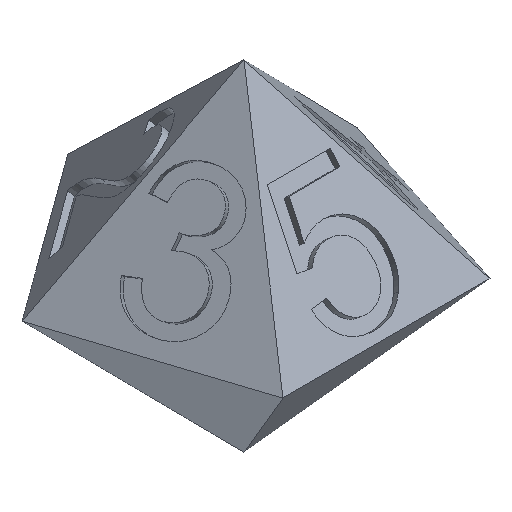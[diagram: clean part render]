
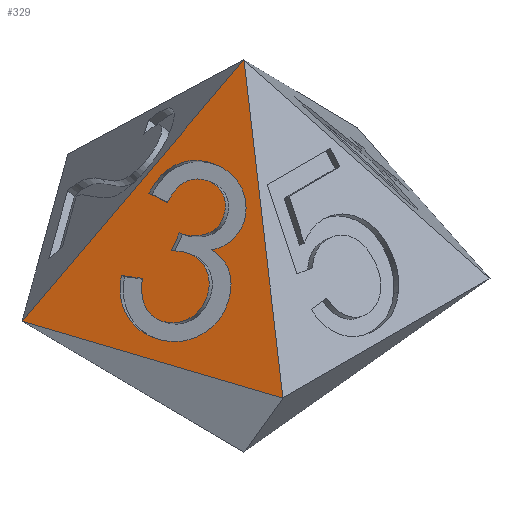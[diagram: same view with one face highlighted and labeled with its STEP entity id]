
A CAD part, isometric view. The second image highlights one B-rep face of the part: STEP entity #329.
In plain terms, the highlighted planar face has unit normal (-0.729, -0.237, 0.643).
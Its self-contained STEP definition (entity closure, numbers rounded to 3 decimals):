
#167=CARTESIAN_POINT('',(-10.286,-3.568,0.));
#168=DIRECTION('',(-0.729,-0.237,0.643));
#169=DIRECTION('',(0.662,0.,0.75));
#170=AXIS2_PLACEMENT_3D('',#167,#168,#169);
#171=PLANE('',#170);
#172=CARTESIAN_POINT('',(-12.796,4.158,0.));
#173=VERTEX_POINT('',#172);
#174=CARTESIAN_POINT('',(-7.776,-11.293,0.));
#175=VERTEX_POINT('',#174);
#176=CARTESIAN_POINT('',(-12.796,4.158,0.));
#177=DIRECTION('',(0.309,-0.951,0.));
#178=VECTOR('',#177,16.246);
#179=LINE('',#176,#178);
#180=EDGE_CURVE('',#173,#175,#179,.T.);
#181=ORIENTED_EDGE('',*,*,#180,.T.);
#182=CARTESIAN_POINT('',(0.347,-0.113,13.324));
#183=VERTEX_POINT('',#182);
#184=CARTESIAN_POINT('',(0.347,-0.113,13.324));
#185=DIRECTION('',(-0.423,-0.582,-0.694));
#186=VECTOR('',#185,19.197);
#187=LINE('',#184,#186);
#188=EDGE_CURVE('',#183,#175,#187,.T.);
#189=ORIENTED_EDGE('',*,*,#188,.F.);
#190=CARTESIAN_POINT('',(0.347,-0.113,13.324));
#191=DIRECTION('',(-0.685,0.222,-0.694));
#192=VECTOR('',#191,19.197);
#193=LINE('',#190,#192);
#194=EDGE_CURVE('',#183,#173,#193,.T.);
#195=ORIENTED_EDGE('',*,*,#194,.T.);
#196=EDGE_LOOP('',(#181,#189,#195));
#197=FACE_BOUND('',#196,.T.);
#198=CARTESIAN_POINT('',(-6.112,-1.5,5.493));
#199=VERTEX_POINT('',#198);
#200=CARTESIAN_POINT('',(-5.618,-0.07,6.579));
#201=VERTEX_POINT('',#200);
#202=CARTESIAN_POINT('',(-6.112,-1.5,5.493));
#203=CARTESIAN_POINT('',(-6.092,-1.579,5.486));
#204=CARTESIAN_POINT('',(-6.075,-1.643,5.483));
#205=CARTESIAN_POINT('',(-6.059,-1.69,5.483));
#206=CARTESIAN_POINT('',(-5.898,-2.187,5.483));
#207=CARTESIAN_POINT('',(-5.669,-2.608,5.587));
#208=CARTESIAN_POINT('',(-5.373,-2.951,5.796));
#209=CARTESIAN_POINT('',(-5.077,-3.295,6.005));
#210=CARTESIAN_POINT('',(-4.756,-3.41,6.327));
#211=CARTESIAN_POINT('',(-4.408,-3.297,6.762));
#212=CARTESIAN_POINT('',(-4.133,-3.208,7.107));
#213=CARTESIAN_POINT('',(-3.952,-2.989,7.392));
#214=CARTESIAN_POINT('',(-3.866,-2.641,7.618));
#215=CARTESIAN_POINT('',(-3.78,-2.292,7.845));
#216=CARTESIAN_POINT('',(-3.811,-1.889,7.958));
#217=CARTESIAN_POINT('',(-3.96,-1.431,7.958));
#218=CARTESIAN_POINT('',(-4.107,-0.977,7.958));
#219=CARTESIAN_POINT('',(-4.322,-0.629,7.843));
#220=CARTESIAN_POINT('',(-4.603,-0.386,7.613));
#221=CARTESIAN_POINT('',(-4.885,-0.143,7.383));
#222=CARTESIAN_POINT('',(-5.223,-0.038,7.039));
#223=CARTESIAN_POINT('',(-5.618,-0.07,6.579));
#224=B_SPLINE_CURVE_WITH_KNOTS('',3,(#202,#203,#204,#205,#206,#207,#208,#209,#210,#211,#212,#213,#214,#215,#216,#217,#218,#219,#220,#221,#222,#223),.UNSPECIFIED.,.F.,.F.,(4,3,3,3,3,3,3,4),(0.,0.018,0.209,0.399,0.55,0.701,0.851,1.),.UNSPECIFIED.);
#225=EDGE_CURVE('',#199,#201,#224,.T.);
#226=ORIENTED_EDGE('',*,*,#225,.T.);
#227=CARTESIAN_POINT('',(-5.864,1.14,6.746));
#228=VERTEX_POINT('',#227);
#229=CARTESIAN_POINT('',(-5.618,-0.07,6.579));
#230=DIRECTION('',(-0.197,0.971,0.134));
#231=VECTOR('',#230,1.246);
#232=LINE('',#229,#231);
#233=EDGE_CURVE('',#201,#228,#232,.T.);
#234=ORIENTED_EDGE('',*,*,#233,.T.);
#235=CARTESIAN_POINT('',(-5.698,-3.594,5.19));
#236=VERTEX_POINT('',#235);
#237=CARTESIAN_POINT('',(-5.864,1.14,6.746));
#238=CARTESIAN_POINT('',(-5.315,1.161,7.376));
#239=CARTESIAN_POINT('',(-4.82,0.963,7.865));
#240=CARTESIAN_POINT('',(-4.379,0.547,8.211));
#241=CARTESIAN_POINT('',(-3.938,0.131,8.557));
#242=CARTESIAN_POINT('',(-3.596,-0.453,8.731));
#243=CARTESIAN_POINT('',(-3.351,-1.205,8.731));
#244=CARTESIAN_POINT('',(-3.183,-1.723,8.731));
#245=CARTESIAN_POINT('',(-3.099,-2.224,8.641));
#246=CARTESIAN_POINT('',(-3.1,-2.707,8.462));
#247=CARTESIAN_POINT('',(-3.102,-3.19,8.282));
#248=CARTESIAN_POINT('',(-3.188,-3.587,8.038));
#249=CARTESIAN_POINT('',(-3.36,-3.899,7.728));
#250=CARTESIAN_POINT('',(-3.532,-4.211,7.418));
#251=CARTESIAN_POINT('',(-3.757,-4.411,7.089));
#252=CARTESIAN_POINT('',(-4.035,-4.502,6.741));
#253=CARTESIAN_POINT('',(-4.299,-4.588,6.41));
#254=CARTESIAN_POINT('',(-4.575,-4.555,6.109));
#255=CARTESIAN_POINT('',(-4.864,-4.405,5.838));
#256=CARTESIAN_POINT('',(-5.152,-4.255,5.566));
#257=CARTESIAN_POINT('',(-5.43,-3.985,5.35));
#258=CARTESIAN_POINT('',(-5.698,-3.594,5.19));
#259=B_SPLINE_CURVE_WITH_KNOTS('',3,(#237,#238,#239,#240,#241,#242,#243,#244,#245,#246,#247,#248,#249,#250,#251,#252,#253,#254,#255,#256,#257,#258),.UNSPECIFIED.,.F.,.F.,(4,3,3,3,3,3,3,4),(0.,0.09,0.181,0.243,0.306,0.368,0.427,0.487),.UNSPECIFIED.);
#260=EDGE_CURVE('',#228,#236,#259,.T.);
#261=ORIENTED_EDGE('',*,*,#260,.T.);
#262=CARTESIAN_POINT('',(-8.839,0.302,3.065));
#263=VERTEX_POINT('',#262);
#264=CARTESIAN_POINT('',(-5.698,-3.594,5.19));
#265=CARTESIAN_POINT('',(-5.599,-4.183,5.086));
#266=CARTESIAN_POINT('',(-5.63,-4.676,4.869));
#267=CARTESIAN_POINT('',(-5.792,-5.072,4.54));
#268=CARTESIAN_POINT('',(-5.953,-5.469,4.211));
#269=CARTESIAN_POINT('',(-6.231,-5.731,3.799));
#270=CARTESIAN_POINT('',(-6.626,-5.859,3.305));
#271=CARTESIAN_POINT('',(-7.159,-6.033,2.637));
#272=CARTESIAN_POINT('',(-7.709,-5.877,2.07));
#273=CARTESIAN_POINT('',(-8.277,-5.393,1.605));
#274=CARTESIAN_POINT('',(-8.844,-4.908,1.141));
#275=CARTESIAN_POINT('',(-9.278,-4.203,0.908));
#276=CARTESIAN_POINT('',(-9.579,-3.278,0.908));
#277=CARTESIAN_POINT('',(-9.85,-2.444,0.908));
#278=CARTESIAN_POINT('',(-9.915,-1.7,1.108));
#279=CARTESIAN_POINT('',(-9.775,-1.045,1.509));
#280=CARTESIAN_POINT('',(-9.634,-0.39,1.909));
#281=CARTESIAN_POINT('',(-9.323,0.059,2.428));
#282=CARTESIAN_POINT('',(-8.839,0.302,3.065));
#283=B_SPLINE_CURVE_WITH_KNOTS('',3,(#264,#265,#266,#267,#268,#269,#270,#271,#272,#273,#274,#275,#276,#277,#278,#279,#280,#281,#282),.UNSPECIFIED.,.F.,.F.,(4,3,3,3,3,3,4),(0.487,0.559,0.63,0.728,0.825,0.912,1.),.UNSPECIFIED.);
#284=EDGE_CURVE('',#236,#263,#283,.T.);
#285=ORIENTED_EDGE('',*,*,#284,.T.);
#286=CARTESIAN_POINT('',(-8.36,-0.833,3.19));
#287=VERTEX_POINT('',#286);
#288=CARTESIAN_POINT('',(-8.839,0.302,3.065));
#289=DIRECTION('',(0.387,-0.916,0.101));
#290=VECTOR('',#289,1.238);
#291=LINE('',#288,#290);
#292=EDGE_CURVE('',#263,#287,#291,.T.);
#293=ORIENTED_EDGE('',*,*,#292,.T.);
#294=CARTESIAN_POINT('',(-6.812,-1.584,4.668));
#295=VERTEX_POINT('',#294);
#296=CARTESIAN_POINT('',(-8.36,-0.833,3.19));
#297=CARTESIAN_POINT('',(-8.742,-1.105,2.658));
#298=CARTESIAN_POINT('',(-8.974,-1.432,2.274));
#299=CARTESIAN_POINT('',(-9.057,-1.815,2.039));
#300=CARTESIAN_POINT('',(-9.14,-2.198,1.804));
#301=CARTESIAN_POINT('',(-9.106,-2.621,1.686));
#302=CARTESIAN_POINT('',(-8.956,-3.083,1.686));
#303=CARTESIAN_POINT('',(-8.778,-3.632,1.686));
#304=CARTESIAN_POINT('',(-8.505,-4.056,1.839));
#305=CARTESIAN_POINT('',(-8.137,-4.355,2.146));
#306=CARTESIAN_POINT('',(-7.77,-4.653,2.452));
#307=CARTESIAN_POINT('',(-7.406,-4.744,2.832));
#308=CARTESIAN_POINT('',(-7.045,-4.627,3.284));
#309=CARTESIAN_POINT('',(-6.7,-4.515,3.716));
#310=CARTESIAN_POINT('',(-6.473,-4.247,4.072));
#311=CARTESIAN_POINT('',(-6.363,-3.825,4.352));
#312=CARTESIAN_POINT('',(-6.253,-3.402,4.632));
#313=CARTESIAN_POINT('',(-6.286,-2.92,4.772));
#314=CARTESIAN_POINT('',(-6.462,-2.38,4.772));
#315=CARTESIAN_POINT('',(-6.533,-2.16,4.772));
#316=CARTESIAN_POINT('',(-6.65,-1.894,4.738));
#317=CARTESIAN_POINT('',(-6.812,-1.584,4.668));
#318=B_SPLINE_CURVE_WITH_KNOTS('',3,(#296,#297,#298,#299,#300,#301,#302,#303,#304,#305,#306,#307,#308,#309,#310,#311,#312,#313,#314,#315,#316,#317),.UNSPECIFIED.,.F.,.F.,(4,3,3,3,3,3,3,4),(0.,0.141,0.282,0.449,0.616,0.775,0.935,1.),.UNSPECIFIED.);
#319=EDGE_CURVE('',#287,#295,#318,.T.);
#320=ORIENTED_EDGE('',*,*,#319,.T.);
#321=CARTESIAN_POINT('',(-6.812,-1.584,4.668));
#322=DIRECTION('',(0.645,0.078,0.76));
#323=VECTOR('',#322,1.086);
#324=LINE('',#321,#323);
#325=EDGE_CURVE('',#295,#199,#324,.T.);
#326=ORIENTED_EDGE('',*,*,#325,.T.);
#327=EDGE_LOOP('',(#226,#234,#261,#285,#293,#320,#326));
#328=FACE_BOUND('',#327,.T.);
#329=ADVANCED_FACE('',(#197,#328),#171,.T.);
